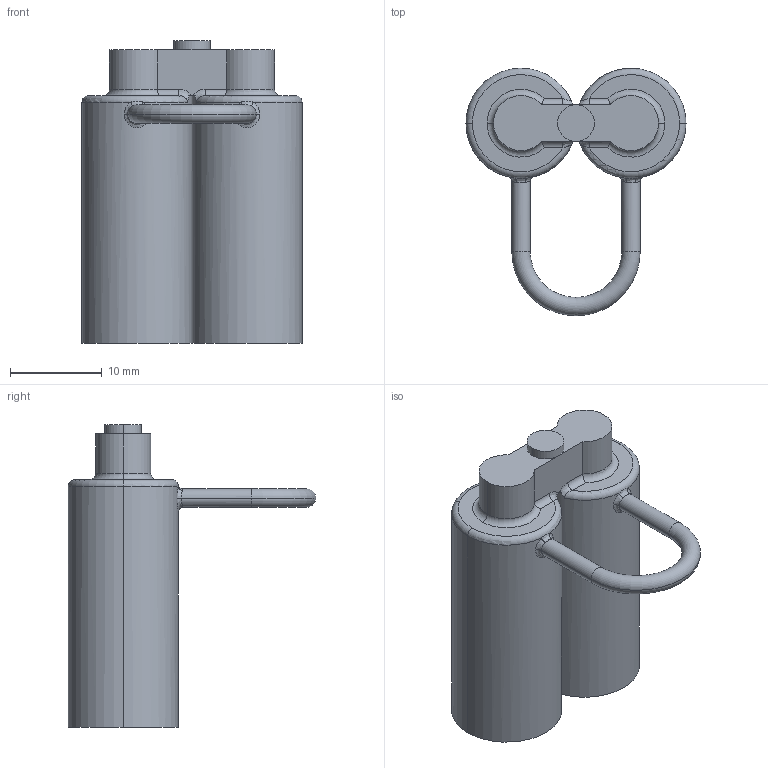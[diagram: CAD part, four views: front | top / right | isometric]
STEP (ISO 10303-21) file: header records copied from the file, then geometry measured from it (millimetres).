
FILE_DESCRIPTION(('CATIA V5 STEP Exchange'),'2;1');
FILE_NAME('tub.stp','2010-11-04T22:20:19+00:00',('none'),('none'),'CATIA Version 5 Release 19 SP 2 (IN-10)','CATIA V5 STEP AP203','none');
FILE_SCHEMA(('CONFIG_CONTROL_DESIGN'));
Length unit declared in the file: millimetre
Products named in the file (1): tub
Bounding box: 24 x 27 x 33 mm (x, y, z)
Volume: 4227.2 mm3; surface area: 4107.9 mm2
Topology: 1 solids, 1 shells, 57 faces, 140 edges, 85 vertices
Faces by surface type: cylinder 22, plane 13, bspline 12, torus 10
Entity records: 2284 total; most frequent: CARTESIAN_POINT 1101, ORIENTED_EDGE 280, DIRECTION 152, EDGE_CURVE 140, AXIS2_PLACEMENT_3D 90, VERTEX_POINT 86, CIRCLE 60, EDGE_LOOP 58
